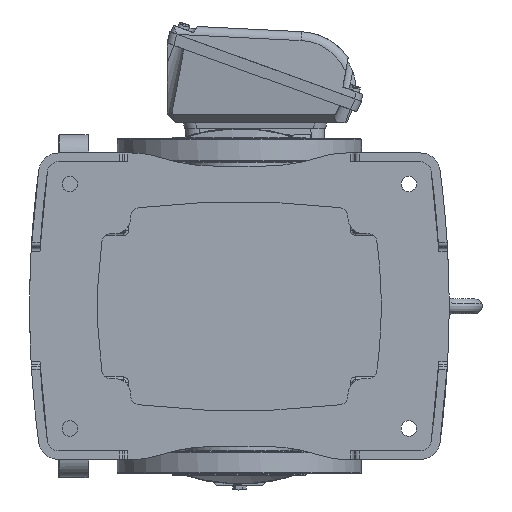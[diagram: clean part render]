
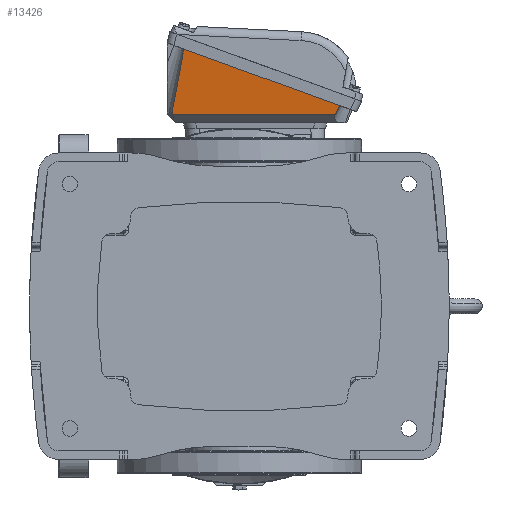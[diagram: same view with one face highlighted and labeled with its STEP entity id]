
A CAD part, front view. The second image highlights one B-rep face of the part: STEP entity #13426.
In plain terms, the highlighted face is planar.
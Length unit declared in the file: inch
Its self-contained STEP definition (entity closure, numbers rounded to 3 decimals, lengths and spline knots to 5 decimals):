
#3169 = DIRECTION ( 'NONE',  ( 0.098, -0.036, 0.995 ) ) ;
#8947 = ORIENTED_EDGE ( 'NONE', *, *, #62613, .F. ) ;
#10679 = CARTESIAN_POINT ( 'NONE',  ( -8.67895, -2.95213, 3.97329 ) ) ;
#11475 = CARTESIAN_POINT ( 'NONE',  ( -9.40568, -2.813, 4.05007 ) ) ;
#13426 = ADVANCED_FACE ( 'NONE', ( #151622 ), #77439, .T. ) ;
#15268 = CARTESIAN_POINT ( 'NONE',  ( -11.88976, -2.92629, 4.29134 ) ) ;
#21124 = CARTESIAN_POINT ( 'NONE',  ( -8.50394, 5.57648, 4.26259 ) ) ;
#21242 = CARTESIAN_POINT ( 'NONE',  ( -10.15476, -2.67368, 4.12906 ) ) ;
#22016 = CARTESIAN_POINT ( 'NONE',  ( -9.34054, -2.82531, 4.04319 ) ) ;
#22791 = EDGE_CURVE ( 'NONE', #124570, #59996, #71963, .T. ) ;
#23896 = CARTESIAN_POINT ( 'NONE',  ( -11.38377, -2.45697, 4.25823 ) ) ;
#26579 = DIRECTION ( 'NONE',  ( -0.342, -0.94, 0. ) ) ;
#29361 = EDGE_CURVE ( 'NONE', #71924, #40384, #72773, .T. ) ;
#30149 = CARTESIAN_POINT ( 'NONE',  ( -8.50394, -2.92629, 3.95694 ) ) ;
#32268 = DIRECTION ( 'NONE',  ( -0.98, 0.173, 0.103 ) ) ;
#32456 = CARTESIAN_POINT ( 'NONE',  ( -11.5938, -3.03401, 4.25823 ) ) ;
#33348 = CARTESIAN_POINT ( 'NONE',  ( -8.84781, -2.91946, 3.99115 ) ) ;
#34146 = CARTESIAN_POINT ( 'NONE',  ( -9.83173, -2.73276, 4.09503 ) ) ;
#34928 = CARTESIAN_POINT ( 'NONE',  ( -9.46885, -2.80109, 4.05674 ) ) ;
#40166 = DIRECTION ( 'NONE',  ( 0.861, -0.497, -0.103 ) ) ;
#40384 = VERTEX_POINT ( 'NONE', #53099 ) ;
#42215 = LINE ( 'NONE', #32456, #109290 ) ;
#48147 = CARTESIAN_POINT ( 'NONE',  ( -8.50394, 4.2519, 4.21497 ) ) ;
#53099 = CARTESIAN_POINT ( 'NONE',  ( -10.43906, -2.62355, 4.15894 ) ) ;
#53852 = CARTESIAN_POINT ( 'NONE',  ( -7.94786, 3.93085, 4.14851 ) ) ;
#55134 = CARTESIAN_POINT ( 'NONE',  ( -8.49666, -3.22982, 3.94531 ) ) ;
#56202 = VECTOR ( 'NONE', #40166, 39.37008 ) ;
#57612 = CARTESIAN_POINT ( 'NONE',  ( -9.46964, -2.80094, 4.05682 ) ) ;
#58286 = VECTOR ( 'NONE', #65660, 39.37008 ) ;
#59996 = VERTEX_POINT ( 'NONE', #30149 ) ;
#60764 = CARTESIAN_POINT ( 'NONE',  ( -10.43906, -2.62355, 4.15894 ) ) ;
#61040 = EDGE_LOOP ( 'NONE', ( #101519, #88762, #8947, #105152, #108563, #121142 ) ) ;
#62550 = VERTEX_POINT ( 'NONE', #23896 ) ;
#62613 = EDGE_CURVE ( 'NONE', #40384, #62550, #93612, .T. ) ;
#62942 = VECTOR ( 'NONE', #158230, 39.37008 ) ;
#65660 = DIRECTION ( 'NONE',  ( 0.024, -0.999, -0.038 ) ) ;
#68073 = LINE ( 'NONE', #55134, #58286 ) ;
#71924 = VERTEX_POINT ( 'NONE', #138455 ) ;
#71963 = LINE ( 'NONE', #21124, #62942 ) ;
#72076 = CARTESIAN_POINT ( 'NONE',  ( -9.466, -2.80163, 4.05643 ) ) ;
#72773 = B_SPLINE_CURVE_WITH_KNOTS ( 'NONE', 3,
 ( #109182, #10679, #33348, #132605, #107611, #97811, #22016, #11475, #145467, #156797, #95475, #72076, #94686, #34928, #121277, #57612, #34146, #21242, #60764 ),
 .UNSPECIFIED., .F., .F.,
 ( 4, 2, 2, 1, 1, 1, 1, 1, 1, 1, 2, 2, 4 ),
 ( 0., 0.25, 0.375, 0.4375, 0.46875, 0.48438, 0.49219, 0.49609, 0.49805, 0.49902, 0.49951, 0.5, 1. ),
 .UNSPECIFIED. ) ;
#77439 = PLANE ( 'NONE',  #138141 ) ;
#88762 = ORIENTED_EDGE ( 'NONE', *, *, #123600, .F. ) ;
#93612 = LINE ( 'NONE', #142812, #101378 ) ;
#94686 = CARTESIAN_POINT ( 'NONE',  ( -9.46799, -2.80125, 4.05665 ) ) ;
#95475 = CARTESIAN_POINT ( 'NONE',  ( -9.462, -2.80238, 4.05601 ) ) ;
#97811 = CARTESIAN_POINT ( 'NONE',  ( -9.28364, -2.83611, 4.03719 ) ) ;
#101378 = VECTOR ( 'NONE', #32268, 39.37008 ) ;
#101519 = ORIENTED_EDGE ( 'NONE', *, *, #157853, .F. ) ;
#105152 = ORIENTED_EDGE ( 'NONE', *, *, #29361, .F. ) ;
#107611 = CARTESIAN_POINT ( 'NONE',  ( -9.16841, -2.85802, 4.02502 ) ) ;
#108563 = ORIENTED_EDGE ( 'NONE', *, *, #154551, .F. ) ;
#109182 = CARTESIAN_POINT ( 'NONE',  ( -8.50249, -2.98651, 3.95463 ) ) ;
#109290 = VECTOR ( 'NONE', #129343, 39.37008 ) ;
#121142 = ORIENTED_EDGE ( 'NONE', *, *, #22791, .F. ) ;
#121277 = CARTESIAN_POINT ( 'NONE',  ( -9.46942, -2.80098, 4.0568 ) ) ;
#123600 = EDGE_CURVE ( 'NONE', #62550, #133112, #42215, .T. ) ;
#124570 = VERTEX_POINT ( 'NONE', #48147 ) ;
#129343 = DIRECTION ( 'NONE',  ( 0.342, 0.94, 0. ) ) ;
#132605 = CARTESIAN_POINT ( 'NONE',  ( -9.08968, -2.87306, 4.01671 ) ) ;
#133112 = VERTEX_POINT ( 'NONE', #155611 ) ;
#138141 = AXIS2_PLACEMENT_3D ( 'NONE', #15268, #3169, #26579 ) ;
#138455 = CARTESIAN_POINT ( 'NONE',  ( -8.50249, -2.98651, 3.95463 ) ) ;
#142812 = CARTESIAN_POINT ( 'NONE',  ( -11.79324, -2.38477, 4.30127 ) ) ;
#145467 = CARTESIAN_POINT ( 'NONE',  ( -9.43794, -2.80692, 4.05347 ) ) ;
#150675 = LINE ( 'NONE', #53852, #56202 ) ;
#151622 = FACE_OUTER_BOUND ( 'NONE', #61040, .T. ) ;
#154551 = EDGE_CURVE ( 'NONE', #59996, #71924, #68073, .T. ) ;
#155611 = CARTESIAN_POINT ( 'NONE',  ( -8.86588, 4.46087, 4.25823 ) ) ;
#156797 = CARTESIAN_POINT ( 'NONE',  ( -9.45399, -2.80389, 4.05517 ) ) ;
#157853 = EDGE_CURVE ( 'NONE', #133112, #124570, #150675, .T. ) ;
#158230 = DIRECTION ( 'NONE',  ( 0., -0.999, -0.036 ) ) ;
